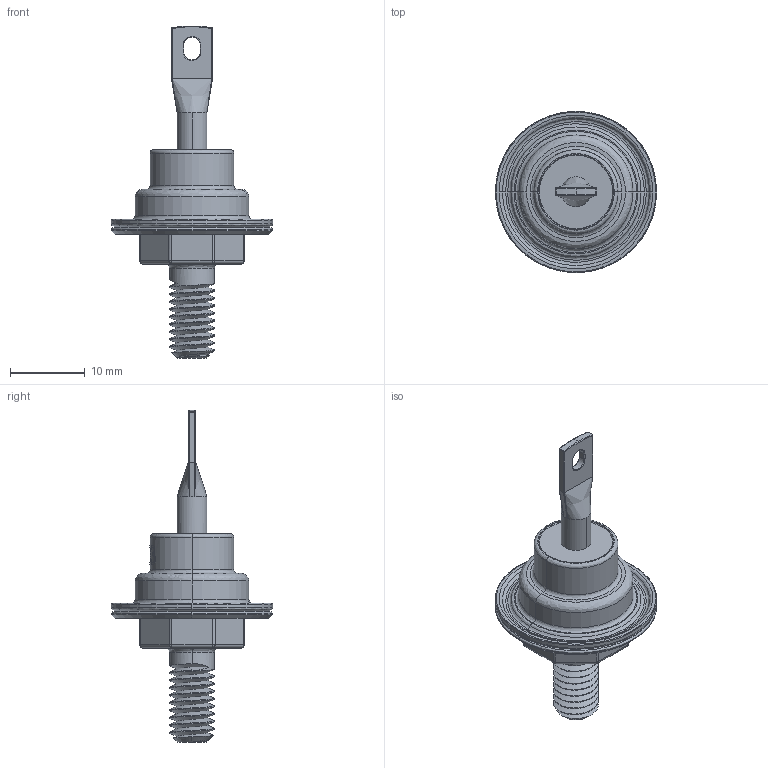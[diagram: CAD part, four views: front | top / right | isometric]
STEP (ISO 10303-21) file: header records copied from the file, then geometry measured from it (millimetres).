
FILE_DESCRIPTION (( 'STEP AP214' ), '1' );
FILE_NAME ('岉203.STEP', '2015-02-27T14:11:45', ( '' ), ( '' ), 'SwSTEP 2.0', 'SolidWorks 2014', '' );
FILE_SCHEMA (( 'AUTOMOTIVE_DESIGN' ));
Length unit declared in the file: millimetre
Products named in the file (1): 岉203
Bounding box: 21.5 x 21.5 x 44.3 mm (x, y, z)
Volume: 2900.2 mm3; surface area: 2027.7 mm2
Topology: 1 solids, 1 shells, 242 faces, 624 edges, 388 vertices
Faces by surface type: bspline 103, cylinder 70, plane 59, cone 10
Entity records: 19265 total; most frequent: CARTESIAN_POINT 13407, ORIENTED_EDGE 1224, DIRECTION 798, EDGE_CURVE 612, VERTEX_POINT 388, AXIS2_PLACEMENT_3D 322, B_SPLINE_CURVE_WITH_KNOTS 266, EDGE_LOOP 260
